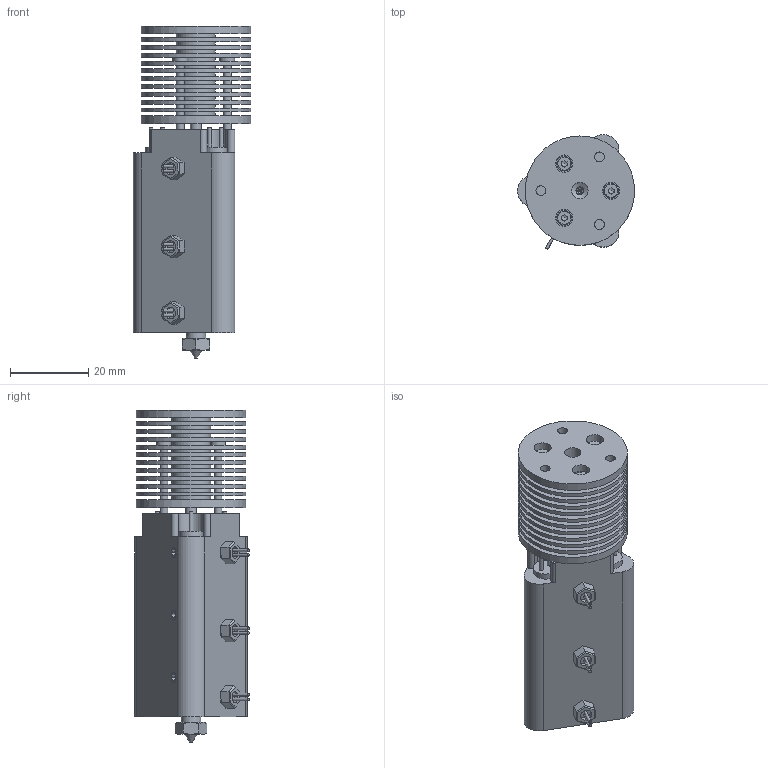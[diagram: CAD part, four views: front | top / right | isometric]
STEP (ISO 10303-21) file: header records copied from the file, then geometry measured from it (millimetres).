
FILE_DESCRIPTION(/* description */ ('STEP AP242','CAx-IF Rec.Pracs.---Representation and Presentation of Product Manufacturing Information (PMI)---4.0---2014-10-13','CAx-IF Rec.Pracs.---3D Tessellated Geometry---0.4---2014-09-14','2;1','CAx-IF Rec.Pracs.---User Defined Attributes---1.5---2016-08-15'),/* implementation_level */ '2;1');
FILE_NAME(/* name */ '6910e398ec0cfd134c843ee3',/* time_stamp */ '2025-11-09T18:55:20Z',/* author */ (''),/* organization */ (''),/* preprocessor_version */ 'ST-DEVELOPER v20',/* originating_system */ 'ONSHAPE BY PTC INC, 1.206',/* authorisation */ ' ');
FILE_SCHEMA (('AP242_MANAGED_MODEL_BASED_3D_ENGINEERING_MIM_LF { 1 0 10303 442 1 1 4 }'));
Length unit declared in the file: metre
Products named in the file (9): Assembly 1; Hex socket head cap screw M2x0.40 x 20; Hex socket set screw with cone point M3x0.5 x 3; Part 1; E3D v6 HotEnd - Heatbreak (1) (1); m3 hex thermistor; V6 Nozzle (1) (1)
Assembly tree (22 placements, depth 2):
  Assembly 1
    Hex socket head cap screw M2x0.40 x 20  x3
    Hex socket set screw with cone point M3x0.5 x 3  x9
    Part 1  x3
    E3D v6 HotEnd - Heatbreak (1) (1)
    m3 hex thermistor  x3
    Part 1
    V6 Nozzle (1) (1)
    Part 1
Bounding box: 30 x 29.29 x 85 mm (x, y, z)
Volume: 33515.3 mm3; surface area: 29077.9 mm2
Topology: 22 solids, 22 shells, 488 faces, 1067 edges, 684 vertices
Faces by surface type: plane 272, cylinder 155, cone 50, torus 9, bspline 2
Full cylindrical faces by diameter (mm): 0.25 x1, 0.7 x6, 1 x7, 1.6 x3, 1.8 x1, 2 x4, 2.2 x24, 2.5 x27, 2.8 x1, 3 x15, 3.2 x1, 3.8 x3, 4.2 x2, 4.4 x12, 5 x3, 5.6 x1, 5.8 x1, 6 x4, 6.2 x3, 7 x2, 10 x11, 28 x12
Entity records: 10128 total; most frequent: CARTESIAN_POINT 3853, DIRECTION 1282, ORIENTED_EDGE 928, FACE_BOUND 590, EDGE_LOOP 586, AXIS2_PLACEMENT_3D 571, EDGE_CURVE 464, VERTEX_POINT 396
